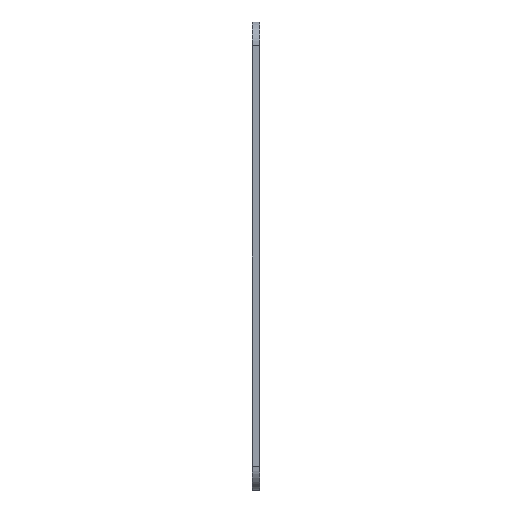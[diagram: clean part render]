
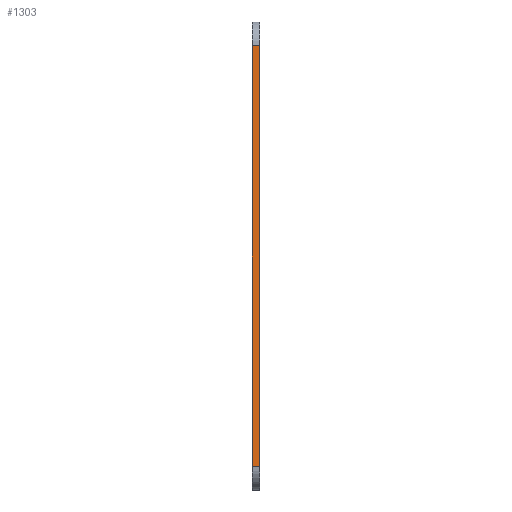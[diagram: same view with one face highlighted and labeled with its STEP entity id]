
A CAD part, front view. The second image highlights one B-rep face of the part: STEP entity #1303.
In plain terms, the highlighted planar face has unit normal (0, -1, 0).
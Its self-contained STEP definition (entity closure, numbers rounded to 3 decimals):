
#39=PLANE('',#1419);
#75=FACE_OUTER_BOUND('',#153,.T.);
#153=EDGE_LOOP('',(#953,#954,#955,#956));
#233=LINE('',#1932,#362);
#263=LINE('',#2056,#392);
#265=LINE('',#2060,#394);
#266=LINE('',#2061,#395);
#362=VECTOR('',#1533,10.);
#392=VECTOR('',#1629,10.);
#394=VECTOR('',#1633,10.);
#395=VECTOR('',#1634,10.);
#558=VERTEX_POINT('',#1929);
#559=VERTEX_POINT('',#1931);
#620=VERTEX_POINT('',#2054);
#621=VERTEX_POINT('',#2059);
#690=EDGE_CURVE('',#558,#559,#233,.T.);
#752=EDGE_CURVE('',#620,#558,#263,.T.);
#754=EDGE_CURVE('',#621,#620,#265,.T.);
#755=EDGE_CURVE('',#559,#621,#266,.T.);
#953=ORIENTED_EDGE('',*,*,#752,.F.);
#954=ORIENTED_EDGE('',*,*,#754,.F.);
#955=ORIENTED_EDGE('',*,*,#755,.F.);
#956=ORIENTED_EDGE('',*,*,#690,.F.);
#1303=ADVANCED_FACE('',(#75),#39,.T.);
#1419=AXIS2_PLACEMENT_3D('',#2058,#1631,#1632);
#1533=DIRECTION('',(0.,0.,1.));
#1629=DIRECTION('',(-1.,0.,0.));
#1631=DIRECTION('center_axis',(0.,-1.,0.));
#1632=DIRECTION('ref_axis',(0.,0.,-1.));
#1633=DIRECTION('',(0.,0.,-1.));
#1634=DIRECTION('',(1.,0.,0.));
#1929=CARTESIAN_POINT('',(0.,5.143,2.576));
#1931=CARTESIAN_POINT('',(0.,5.143,91.836));
#1932=CARTESIAN_POINT('',(0.,5.143,-2.424));
#2054=CARTESIAN_POINT('',(1.5,5.143,2.576));
#2056=CARTESIAN_POINT('',(0.,5.143,2.576));
#2058=CARTESIAN_POINT('Origin',(0.,5.143,96.836));
#2059=CARTESIAN_POINT('',(1.5,5.143,91.836));
#2060=CARTESIAN_POINT('',(1.5,5.143,-2.424));
#2061=CARTESIAN_POINT('',(0.,5.143,91.836));
